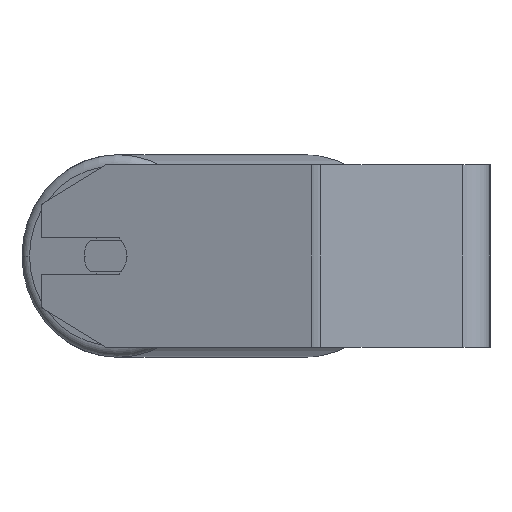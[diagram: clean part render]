
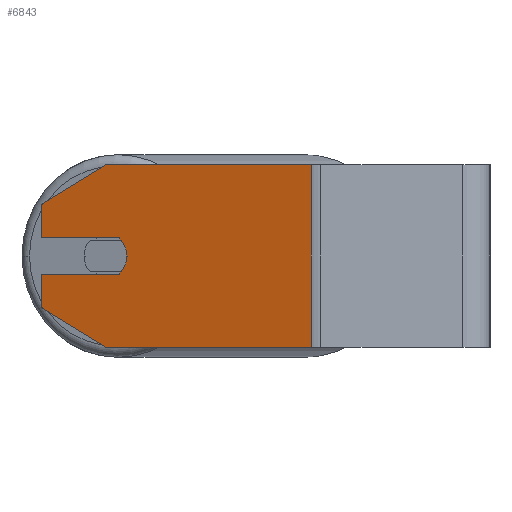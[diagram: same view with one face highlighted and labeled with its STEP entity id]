
A CAD part, left-side view. The second image highlights one B-rep face of the part: STEP entity #6843.
In plain terms, the highlighted planar face has unit normal (-0.94, 0.342, 0).
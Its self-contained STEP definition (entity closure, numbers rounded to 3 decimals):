
#82 = LINE ( 'NONE', #3493, #2699 ) ;
#113 = VECTOR ( 'NONE', #736, 1000. ) ;
#312 = EDGE_CURVE ( 'NONE', #6932, #1964, #4906, .T. ) ;
#429 = AXIS2_PLACEMENT_3D ( 'NONE', #5152, #6267, #1197 ) ;
#441 = CARTESIAN_POINT ( 'NONE',  ( -256.085, 197.133, -40. ) ) ;
#448 = ORIENTED_EDGE ( 'NONE', *, *, #754, .T. ) ;
#511 = EDGE_CURVE ( 'NONE', #6745, #4178, #5050, .T. ) ;
#541 = CARTESIAN_POINT ( 'NONE',  ( -256.085, 197.133, -8. ) ) ;
#570 = DIRECTION ( 'NONE',  ( -0.296, -0.814, -0.5 ) ) ;
#585 = CARTESIAN_POINT ( 'NONE',  ( -266.346, 168.942, -40. ) ) ;
#689 = EDGE_CURVE ( 'NONE', #2864, #1710, #2700, .T. ) ;
#690 = VECTOR ( 'NONE', #3107, 1000. ) ;
#736 = DIRECTION ( 'NONE',  ( -0.342, -0.94, 0. ) ) ;
#754 = EDGE_CURVE ( 'NONE', #1572, #2069, #3844, .T. ) ;
#802 = VECTOR ( 'NONE', #935, 1000. ) ;
#935 = DIRECTION ( 'NONE',  ( 0., 0., -1. ) ) ;
#936 = EDGE_CURVE ( 'NONE', #6687, #1710, #7046, .T. ) ;
#1042 = VECTOR ( 'NONE', #2931, 1000. ) ;
#1128 = CARTESIAN_POINT ( 'NONE',  ( -256.085, 197.133, 22.679 ) ) ;
#1166 = ORIENTED_EDGE ( 'NONE', *, *, #511, .T. ) ;
#1197 = DIRECTION ( 'NONE',  ( 0.342, 0.94, 0. ) ) ;
#1449 = CARTESIAN_POINT ( 'NONE',  ( -268.398, 163.304, 8. ) ) ;
#1467 = CARTESIAN_POINT ( 'NONE',  ( -269.766, 159.545, 0. ) ) ;
#1468 = CARTESIAN_POINT ( 'NONE',  ( -299.276, 78.467, 40. ) ) ;
#1540 = VERTEX_POINT ( 'NONE', #2681 ) ;
#1543 = EDGE_CURVE ( 'NONE', #6745, #6687, #4950, .T. ) ;
#1572 = VERTEX_POINT ( 'NONE', #541 ) ;
#1574 = DIRECTION ( 'NONE',  ( 0.342, 0.94, 0. ) ) ;
#1676 = CARTESIAN_POINT ( 'NONE',  ( -266.346, 168.942, 40. ) ) ;
#1710 = VERTEX_POINT ( 'NONE', #5795 ) ;
#1768 = EDGE_CURVE ( 'NONE', #4178, #1964, #82, .T. ) ;
#1787 = AXIS2_PLACEMENT_3D ( 'NONE', #3861, #3943, #6727 ) ;
#1789 = EDGE_CURVE ( 'NONE', #1540, #5741, #2348, .T. ) ;
#1841 = CARTESIAN_POINT ( 'NONE',  ( -256.085, 197.133, -8. ) ) ;
#1930 = ORIENTED_EDGE ( 'NONE', *, *, #936, .F. ) ;
#1964 = VERTEX_POINT ( 'NONE', #2369 ) ;
#2021 = DIRECTION ( 'NONE',  ( -0.342, -0.94, 0. ) ) ;
#2069 = VERTEX_POINT ( 'NONE', #3478 ) ;
#2134 = VECTOR ( 'NONE', #570, 1000. ) ;
#2178 = ORIENTED_EDGE ( 'NONE', *, *, #1789, .F. ) ;
#2348 = CIRCLE ( 'NONE', #6493, 10. ) ;
#2369 = CARTESIAN_POINT ( 'NONE',  ( -256.085, 197.133, 8. ) ) ;
#2421 = DIRECTION ( 'NONE',  ( -0.342, -0.94, 0. ) ) ;
#2681 = CARTESIAN_POINT ( 'NONE',  ( -268.398, 163.304, -8. ) ) ;
#2699 = VECTOR ( 'NONE', #6351, 1000. ) ;
#2700 = LINE ( 'NONE', #441, #3990 ) ;
#2864 = VERTEX_POINT ( 'NONE', #585 ) ;
#2915 = CARTESIAN_POINT ( 'NONE',  ( -256.085, 197.133, 22.679 ) ) ;
#2931 = DIRECTION ( 'NONE',  ( 0.296, 0.814, -0.5 ) ) ;
#3027 = CARTESIAN_POINT ( 'NONE',  ( -299.276, 78.467, 40. ) ) ;
#3049 = CARTESIAN_POINT ( 'NONE',  ( -266.346, 168.942, 0. ) ) ;
#3107 = DIRECTION ( 'NONE',  ( 0., 0., -1. ) ) ;
#3138 = ORIENTED_EDGE ( 'NONE', *, *, #3589, .T. ) ;
#3266 = EDGE_CURVE ( 'NONE', #5741, #6932, #3554, .T. ) ;
#3478 = CARTESIAN_POINT ( 'NONE',  ( -256.085, 197.133, -22.679 ) ) ;
#3493 = CARTESIAN_POINT ( 'NONE',  ( -256.085, 197.133, 40. ) ) ;
#3554 = CIRCLE ( 'NONE', #1787, 10. ) ;
#3589 = EDGE_CURVE ( 'NONE', #2069, #2864, #4455, .T. ) ;
#3844 = LINE ( 'NONE', #6110, #802 ) ;
#3861 = CARTESIAN_POINT ( 'NONE',  ( -266.346, 168.942, 0. ) ) ;
#3943 = DIRECTION ( 'NONE',  ( -0.94, 0.342, 0. ) ) ;
#3990 = VECTOR ( 'NONE', #7132, 1000. ) ;
#4018 = DIRECTION ( 'NONE',  ( -0.94, 0.342, 0. ) ) ;
#4029 = LINE ( 'NONE', #1841, #113 ) ;
#4178 = VERTEX_POINT ( 'NONE', #2915 ) ;
#4179 = ORIENTED_EDGE ( 'NONE', *, *, #3266, .F. ) ;
#4208 = EDGE_CURVE ( 'NONE', #1572, #1540, #4029, .T. ) ;
#4455 = LINE ( 'NONE', #6160, #2134 ) ;
#4639 = FACE_OUTER_BOUND ( 'NONE', #6805, .T. ) ;
#4698 = VECTOR ( 'NONE', #1574, 1000. ) ;
#4906 = LINE ( 'NONE', #6570, #4698 ) ;
#4950 = LINE ( 'NONE', #6659, #5659 ) ;
#5039 = ORIENTED_EDGE ( 'NONE', *, *, #4208, .F. ) ;
#5050 = LINE ( 'NONE', #1128, #1042 ) ;
#5152 = CARTESIAN_POINT ( 'NONE',  ( -256.085, 197.133, 40. ) ) ;
#5659 = VECTOR ( 'NONE', #2021, 1000. ) ;
#5716 = PLANE ( 'NONE',  #429 ) ;
#5741 = VERTEX_POINT ( 'NONE', #1467 ) ;
#5795 = CARTESIAN_POINT ( 'NONE',  ( -299.276, 78.467, -40. ) ) ;
#6088 = ORIENTED_EDGE ( 'NONE', *, *, #689, .T. ) ;
#6110 = CARTESIAN_POINT ( 'NONE',  ( -256.085, 197.133, 40. ) ) ;
#6160 = CARTESIAN_POINT ( 'NONE',  ( -266.346, 168.942, -40. ) ) ;
#6231 = ORIENTED_EDGE ( 'NONE', *, *, #1543, .F. ) ;
#6267 = DIRECTION ( 'NONE',  ( 0.94, -0.342, 0. ) ) ;
#6351 = DIRECTION ( 'NONE',  ( 0., 0., -1. ) ) ;
#6457 = ORIENTED_EDGE ( 'NONE', *, *, #312, .F. ) ;
#6493 = AXIS2_PLACEMENT_3D ( 'NONE', #3049, #4018, #2421 ) ;
#6570 = CARTESIAN_POINT ( 'NONE',  ( -256.085, 197.133, 8. ) ) ;
#6659 = CARTESIAN_POINT ( 'NONE',  ( -256.085, 197.133, 40. ) ) ;
#6687 = VERTEX_POINT ( 'NONE', #1468 ) ;
#6727 = DIRECTION ( 'NONE',  ( -0.342, -0.94, 0. ) ) ;
#6745 = VERTEX_POINT ( 'NONE', #1676 ) ;
#6805 = EDGE_LOOP ( 'NONE', ( #2178, #5039, #448, #3138, #6088, #1930, #6231, #1166, #6986, #6457, #4179 ) ) ;
#6843 = ADVANCED_FACE ( 'NONE', ( #4639 ), #5716, .F. ) ;
#6932 = VERTEX_POINT ( 'NONE', #1449 ) ;
#6986 = ORIENTED_EDGE ( 'NONE', *, *, #1768, .T. ) ;
#7046 = LINE ( 'NONE', #3027, #690 ) ;
#7132 = DIRECTION ( 'NONE',  ( -0.342, -0.94, 0. ) ) ;
